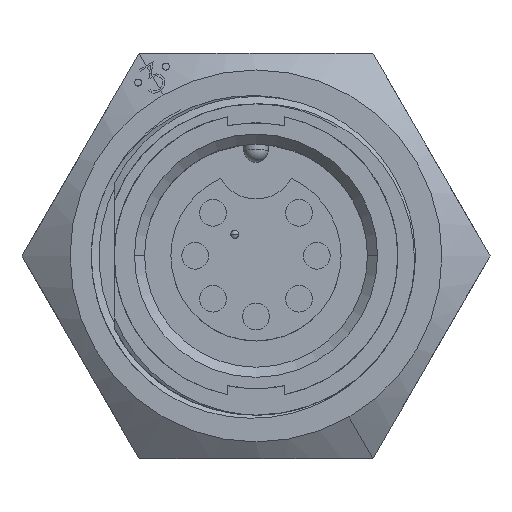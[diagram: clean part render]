
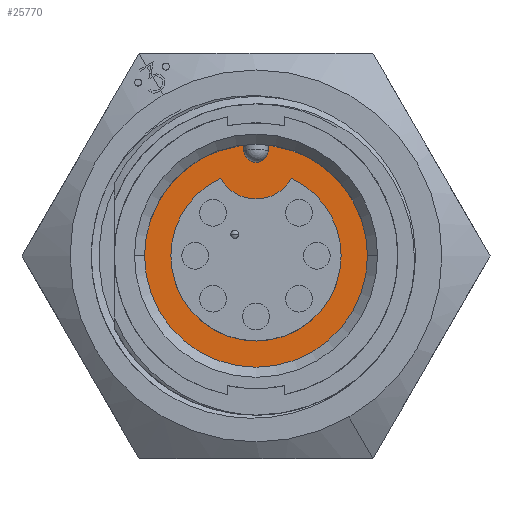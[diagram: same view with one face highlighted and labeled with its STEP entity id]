
A CAD part, top view. The second image highlights one B-rep face of the part: STEP entity #25770.
In plain terms, the highlighted planar face has unit normal (0, 0, 1).
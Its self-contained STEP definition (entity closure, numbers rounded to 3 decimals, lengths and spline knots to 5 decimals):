
#185 = VERTEX_POINT ( 'NONE', #23138 ) ;
#471 = CARTESIAN_POINT ( 'NONE',  ( 0., 0., -0.31 ) ) ;
#475 = DIRECTION ( 'NONE',  ( 0., 0., -1. ) ) ;
#476 = DIRECTION ( 'NONE',  ( 1., 0., 0. ) ) ;
#584 = CARTESIAN_POINT ( 'NONE',  ( 0., 0., -0.31 ) ) ;
#585 = DIRECTION ( 'NONE',  ( 0., 0., -1. ) ) ;
#586 = DIRECTION ( 'NONE',  ( 1., 0., 0. ) ) ;
#591 = LINE ( 'NONE', #592, #26667 ) ;
#592 = CARTESIAN_POINT ( 'NONE',  ( 0.03, 0.27336, -0.31 ) ) ;
#593 = DIRECTION ( 'NONE',  ( 0., -1., 0. ) ) ;
#784 = LINE ( 'NONE', #785, #7155 ) ;
#785 = CARTESIAN_POINT ( 'NONE',  ( -0.03, 0.261, -0.31 ) ) ;
#786 = DIRECTION ( 'NONE',  ( 0., 1., 0. ) ) ;
#1739 = CARTESIAN_POINT ( 'NONE',  ( 0., 0.261, -0.31 ) ) ;
#1752 = DIRECTION ( 'NONE',  ( 0., 0., -1. ) ) ;
#1753 = DIRECTION ( 'NONE',  ( 1., 0., 0. ) ) ;
#2116 = ORIENTED_EDGE ( 'NONE', *, *, #5912, .T. ) ;
#2122 = ORIENTED_EDGE ( 'NONE', *, *, #5528, .T. ) ;
#2123 = ORIENTED_EDGE ( 'NONE', *, *, #5713, .T. ) ;
#2126 = ORIENTED_EDGE ( 'NONE', *, *, #5548, .T. ) ;
#2129 = ORIENTED_EDGE ( 'NONE', *, *, #25802, .F. ) ;
#2133 = ORIENTED_EDGE ( 'NONE', *, *, #5672, .T. ) ;
#2134 = AXIS2_PLACEMENT_3D ( 'NONE', #1739, #1752, #1753 ) ;
#2137 = ORIENTED_EDGE ( 'NONE', *, *, #5647, .T. ) ;
#2146 = ORIENTED_EDGE ( 'NONE', *, *, #5669, .T. ) ;
#2152 = ORIENTED_EDGE ( 'NONE', *, *, #25756, .T. ) ;
#2513 = ORIENTED_EDGE ( 'NONE', *, *, #5585, .T. ) ;
#2743 = CARTESIAN_POINT ( 'NONE',  ( -0.21, 0., -0.31 ) ) ;
#2744 = CARTESIAN_POINT ( 'NONE',  ( -0.0875, 0.1909, -0.31 ) ) ;
#2747 = CARTESIAN_POINT ( 'NONE',  ( 0.21, 0., -0.31 ) ) ;
#2889 = CARTESIAN_POINT ( 'NONE',  ( -0.275, 0., -0.31 ) ) ;
#2890 = CARTESIAN_POINT ( 'NONE',  ( 0.275, 0., -0.31 ) ) ;
#2893 = CARTESIAN_POINT ( 'NONE',  ( -0.03, 0.261, -0.31 ) ) ;
#2894 = CARTESIAN_POINT ( 'NONE',  ( 0.03, 0.261, -0.31 ) ) ;
#2910 = CARTESIAN_POINT ( 'NONE',  ( 0.03, 0.27336, -0.31 ) ) ;
#2913 = CARTESIAN_POINT ( 'NONE',  ( -0.03, 0.27336, -0.31 ) ) ;
#3499 = EDGE_LOOP ( 'NONE', ( #2116, #2123, #2122, #2513, #2126, #2133 ) ) ;
#3524 = EDGE_LOOP ( 'NONE', ( #2129, #2152, #2146, #2137 ) ) ;
#4127 = AXIS2_PLACEMENT_3D ( 'NONE', #23503, #23505, #23507 ) ;
#5528 = EDGE_CURVE ( 'NONE', #25227, #25203, #26388, .T. ) ;
#5548 = EDGE_CURVE ( 'NONE', #25204, #25224, #26390, .T. ) ;
#5585 = EDGE_CURVE ( 'NONE', #25203, #25204, #12953, .T. ) ;
#5647 = EDGE_CURVE ( 'NONE', #25057, #25058, #12926, .T. ) ;
#5669 = EDGE_CURVE ( 'NONE', #25061, #25057, #13012, .T. ) ;
#5672 = EDGE_CURVE ( 'NONE', #25224, #25208, #591, .T. ) ;
#5713 = EDGE_CURVE ( 'NONE', #25207, #25227, #784, .T. ) ;
#5912 = EDGE_CURVE ( 'NONE', #25208, #25207, #13027, .T. ) ;
#7155 = VECTOR ( 'NONE', #786, 39.37008 ) ;
#7194 = AXIS2_PLACEMENT_3D ( 'NONE', #23686, #23688, #23690 ) ;
#7199 = AXIS2_PLACEMENT_3D ( 'NONE', #24069, #24071, #24073 ) ;
#11324 = AXIS2_PLACEMENT_3D ( 'NONE', #12443, #12447, #12448 ) ;
#11353 = FACE_BOUND ( 'NONE', #3524, .T. ) ;
#11354 = FACE_OUTER_BOUND ( 'NONE', #3499, .T. ) ;
#11360 = AXIS2_PLACEMENT_3D ( 'NONE', #12511, #12512, #12513 ) ;
#11398 = AXIS2_PLACEMENT_3D ( 'NONE', #13816, #13817, #13818 ) ;
#12443 = CARTESIAN_POINT ( 'NONE',  ( 0., 0., -0.31 ) ) ;
#12447 = DIRECTION ( 'NONE',  ( 0., 0., -1. ) ) ;
#12448 = DIRECTION ( 'NONE',  ( 1., 0., 0. ) ) ;
#12510 = PLANE ( 'NONE',  #11360 ) ;
#12511 = CARTESIAN_POINT ( 'NONE',  ( 0., 0.261, -0.31 ) ) ;
#12512 = DIRECTION ( 'NONE',  ( 0., 0., 1. ) ) ;
#12513 = DIRECTION ( 'NONE',  ( 1., 0., 0. ) ) ;
#12926 = CIRCLE ( 'NONE', #15472, 0.21 ) ;
#12946 = CIRCLE ( 'NONE', #11324, 0.21 ) ;
#12953 = CIRCLE ( 'NONE', #7199, 0.275 ) ;
#12968 = CIRCLE ( 'NONE', #11398, 0.10066 ) ;
#13012 = CIRCLE ( 'NONE', #26672, 0.21 ) ;
#13027 = CIRCLE ( 'NONE', #2134, 0.03 ) ;
#13816 = CARTESIAN_POINT ( 'NONE',  ( 0., 0.24066, -0.31 ) ) ;
#13817 = DIRECTION ( 'NONE',  ( 0., 0., -1. ) ) ;
#13818 = DIRECTION ( 'NONE',  ( 1., 0., 0. ) ) ;
#15472 = AXIS2_PLACEMENT_3D ( 'NONE', #471, #475, #476 ) ;
#23138 = CARTESIAN_POINT ( 'NONE',  ( 0.0875, 0.1909, -0.31 ) ) ;
#23503 = CARTESIAN_POINT ( 'NONE',  ( 0., 0., -0.31 ) ) ;
#23505 = DIRECTION ( 'NONE',  ( 0., 0., 1. ) ) ;
#23507 = DIRECTION ( 'NONE',  ( 1., 0., 0. ) ) ;
#23686 = CARTESIAN_POINT ( 'NONE',  ( 0., 0., -0.31 ) ) ;
#23688 = DIRECTION ( 'NONE',  ( 0., 0., 1. ) ) ;
#23690 = DIRECTION ( 'NONE',  ( 1., 0., 0. ) ) ;
#24069 = CARTESIAN_POINT ( 'NONE',  ( 0., 0., -0.31 ) ) ;
#24071 = DIRECTION ( 'NONE',  ( 0., 0., 1. ) ) ;
#24073 = DIRECTION ( 'NONE',  ( 1., 0., 0. ) ) ;
#25057 = VERTEX_POINT ( 'NONE', #2743 ) ;
#25058 = VERTEX_POINT ( 'NONE', #2744 ) ;
#25061 = VERTEX_POINT ( 'NONE', #2747 ) ;
#25203 = VERTEX_POINT ( 'NONE', #2889 ) ;
#25204 = VERTEX_POINT ( 'NONE', #2890 ) ;
#25207 = VERTEX_POINT ( 'NONE', #2893 ) ;
#25208 = VERTEX_POINT ( 'NONE', #2894 ) ;
#25224 = VERTEX_POINT ( 'NONE', #2910 ) ;
#25227 = VERTEX_POINT ( 'NONE', #2913 ) ;
#25756 = EDGE_CURVE ( 'NONE', #185, #25061, #12946, .T. ) ;
#25770 = ADVANCED_FACE ( 'NONE', ( #11354, #11353 ), #12510, .T. ) ;
#25802 = EDGE_CURVE ( 'NONE', #185, #25058, #12968, .T. ) ;
#26388 = CIRCLE ( 'NONE', #4127, 0.275 ) ;
#26390 = CIRCLE ( 'NONE', #7194, 0.275 ) ;
#26667 = VECTOR ( 'NONE', #593, 39.37008 ) ;
#26672 = AXIS2_PLACEMENT_3D ( 'NONE', #584, #585, #586 ) ;
